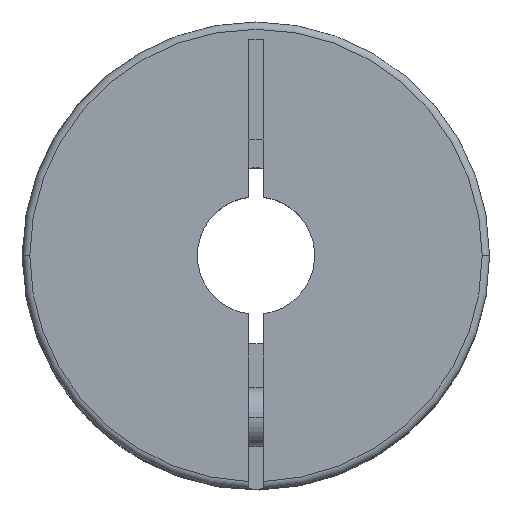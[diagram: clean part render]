
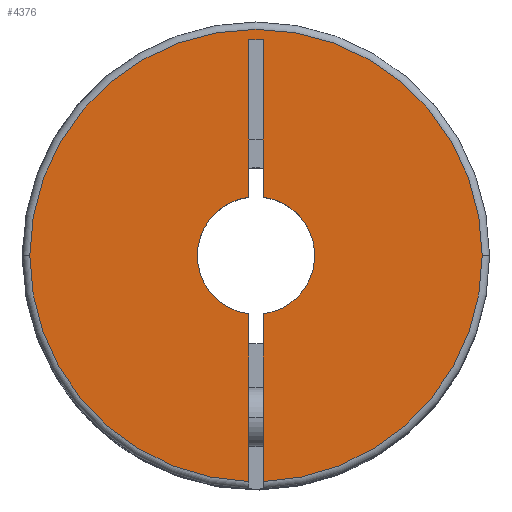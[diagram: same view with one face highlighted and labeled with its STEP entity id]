
A CAD part, top view. The second image highlights one B-rep face of the part: STEP entity #4376.
In plain terms, the highlighted planar face has unit normal (0, 0, 1).
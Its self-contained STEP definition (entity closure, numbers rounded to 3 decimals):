
#43 = FACE_OUTER_BOUND ( 'NONE', #184, .T. ) ;
#58 = CARTESIAN_POINT ( 'NONE',  ( -0.5, 14.7, 0. ) ) ;
#118 = EDGE_CURVE ( 'NONE', #827, #1400, #3435, .T. ) ;
#125 = CARTESIAN_POINT ( 'NONE',  ( -0.5, -15.392, 0. ) ) ;
#141 = DIRECTION ( 'NONE',  ( -1., 0., 0. ) ) ;
#184 = EDGE_LOOP ( 'NONE', ( #3769, #967, #1512, #3615, #1745, #4184, #1419, #3064, #2306, #4182, #2592 ) ) ;
#294 = VERTEX_POINT ( 'NONE', #125 ) ;
#376 = CARTESIAN_POINT ( 'NONE',  ( 0.5, 14.7, 0. ) ) ;
#458 = CARTESIAN_POINT ( 'NONE',  ( 0., 0., 0. ) ) ;
#483 = CARTESIAN_POINT ( 'NONE',  ( 0.5, 14.7, 0. ) ) ;
#571 = LINE ( 'NONE', #483, #3344 ) ;
#572 = CARTESIAN_POINT ( 'NONE',  ( -0.5, 14.7, 0. ) ) ;
#621 = AXIS2_PLACEMENT_3D ( 'NONE', #4357, #1376, #1025 ) ;
#662 = VERTEX_POINT ( 'NONE', #2384 ) ;
#683 = DIRECTION ( 'NONE',  ( 0., 0., -1. ) ) ;
#711 = PLANE ( 'NONE',  #3384 ) ;
#721 = VERTEX_POINT ( 'NONE', #3103 ) ;
#745 = DIRECTION ( 'NONE',  ( -1., 0., 0. ) ) ;
#747 = AXIS2_PLACEMENT_3D ( 'NONE', #458, #1492, #745 ) ;
#817 = VECTOR ( 'NONE', #3277, 1000. ) ;
#827 = VERTEX_POINT ( 'NONE', #2233 ) ;
#967 = ORIENTED_EDGE ( 'NONE', *, *, #1156, .F. ) ;
#1010 = EDGE_CURVE ( 'NONE', #294, #827, #2542, .T. ) ;
#1012 = CARTESIAN_POINT ( 'NONE',  ( 0.5, 3.969, 0. ) ) ;
#1020 = AXIS2_PLACEMENT_3D ( 'NONE', #4043, #683, #2976 ) ;
#1025 = DIRECTION ( 'NONE',  ( -1., 0., 0. ) ) ;
#1127 = DIRECTION ( 'NONE',  ( -1., 0., 0. ) ) ;
#1134 = EDGE_CURVE ( 'NONE', #2830, #662, #3624, .T. ) ;
#1137 = VERTEX_POINT ( 'NONE', #2185 ) ;
#1146 = DIRECTION ( 'NONE',  ( 0., 0., -1. ) ) ;
#1152 = VECTOR ( 'NONE', #1414, 1000. ) ;
#1156 = EDGE_CURVE ( 'NONE', #2177, #294, #2799, .T. ) ;
#1303 = DIRECTION ( 'NONE',  ( 0., 0., -1. ) ) ;
#1336 = CARTESIAN_POINT ( 'NONE',  ( -0.5, -3.969, 0. ) ) ;
#1354 = DIRECTION ( 'NONE',  ( 0., -1., 0. ) ) ;
#1376 = DIRECTION ( 'NONE',  ( 0., 0., -1. ) ) ;
#1386 = AXIS2_PLACEMENT_3D ( 'NONE', #4113, #1146, #1127 ) ;
#1400 = VERTEX_POINT ( 'NONE', #3627 ) ;
#1414 = DIRECTION ( 'NONE',  ( 0., -1., 0. ) ) ;
#1419 = ORIENTED_EDGE ( 'NONE', *, *, #3937, .F. ) ;
#1492 = DIRECTION ( 'NONE',  ( 0., 0., -1. ) ) ;
#1512 = ORIENTED_EDGE ( 'NONE', *, *, #1572, .T. ) ;
#1538 = EDGE_CURVE ( 'NONE', #1400, #1137, #1659, .T. ) ;
#1557 = LINE ( 'NONE', #1994, #2135 ) ;
#1572 = EDGE_CURVE ( 'NONE', #2177, #2830, #2938, .T. ) ;
#1580 = DIRECTION ( 'NONE',  ( 0., 1., 0. ) ) ;
#1585 = AXIS2_PLACEMENT_3D ( 'NONE', #4330, #1303, #2661 ) ;
#1659 = CIRCLE ( 'NONE', #1020, 15.4 ) ;
#1745 = ORIENTED_EDGE ( 'NONE', *, *, #3603, .F. ) ;
#1750 = LINE ( 'NONE', #2751, #2714 ) ;
#1794 = EDGE_CURVE ( 'NONE', #4360, #721, #571, .T. ) ;
#1840 = DIRECTION ( 'NONE',  ( 0., 0., -1. ) ) ;
#1855 = LINE ( 'NONE', #572, #817 ) ;
#1925 = EDGE_CURVE ( 'NONE', #1137, #2631, #1750, .T. ) ;
#1994 = CARTESIAN_POINT ( 'NONE',  ( 0.5, -15.9, 0. ) ) ;
#2135 = VECTOR ( 'NONE', #1580, 1000. ) ;
#2177 = VERTEX_POINT ( 'NONE', #1336 ) ;
#2185 = CARTESIAN_POINT ( 'NONE',  ( 0.5, -15.392, 0. ) ) ;
#2233 = CARTESIAN_POINT ( 'NONE',  ( -15.4, 0., 0. ) ) ;
#2306 = ORIENTED_EDGE ( 'NONE', *, *, #1925, .F. ) ;
#2384 = CARTESIAN_POINT ( 'NONE',  ( -0.5, 3.969, 0. ) ) ;
#2487 = DIRECTION ( 'NONE',  ( -1., 0., 0. ) ) ;
#2542 = CIRCLE ( 'NONE', #621, 15.4 ) ;
#2592 = ORIENTED_EDGE ( 'NONE', *, *, #118, .F. ) ;
#2631 = VERTEX_POINT ( 'NONE', #3071 ) ;
#2661 = DIRECTION ( 'NONE',  ( -1., 0., 0. ) ) ;
#2713 = EDGE_CURVE ( 'NONE', #3713, #2631, #3999, .T. ) ;
#2714 = VECTOR ( 'NONE', #4088, 1000. ) ;
#2751 = CARTESIAN_POINT ( 'NONE',  ( 0.5, -15.9, 0. ) ) ;
#2761 = CARTESIAN_POINT ( 'NONE',  ( 0., 0., 0. ) ) ;
#2799 = LINE ( 'NONE', #58, #1152 ) ;
#2830 = VERTEX_POINT ( 'NONE', #4215 ) ;
#2938 = CIRCLE ( 'NONE', #1585, 4. ) ;
#2976 = DIRECTION ( 'NONE',  ( -1., 0., 0. ) ) ;
#3064 = ORIENTED_EDGE ( 'NONE', *, *, #2713, .T. ) ;
#3071 = CARTESIAN_POINT ( 'NONE',  ( 0.5, -3.969, 0. ) ) ;
#3103 = CARTESIAN_POINT ( 'NONE',  ( -0.5, 14.7, 0. ) ) ;
#3141 = DIRECTION ( 'NONE',  ( 0., 0., -1. ) ) ;
#3188 = CARTESIAN_POINT ( 'NONE',  ( 0., 0., 0. ) ) ;
#3277 = DIRECTION ( 'NONE',  ( 0., -1., 0. ) ) ;
#3344 = VECTOR ( 'NONE', #141, 1000. ) ;
#3384 = AXIS2_PLACEMENT_3D ( 'NONE', #2761, #3141, #1354 ) ;
#3435 = CIRCLE ( 'NONE', #1386, 15.4 ) ;
#3483 = AXIS2_PLACEMENT_3D ( 'NONE', #3188, #1840, #2487 ) ;
#3603 = EDGE_CURVE ( 'NONE', #721, #662, #1855, .T. ) ;
#3615 = ORIENTED_EDGE ( 'NONE', *, *, #1134, .T. ) ;
#3624 = CIRCLE ( 'NONE', #3483, 4. ) ;
#3627 = CARTESIAN_POINT ( 'NONE',  ( 15.4, 0., 0. ) ) ;
#3713 = VERTEX_POINT ( 'NONE', #1012 ) ;
#3769 = ORIENTED_EDGE ( 'NONE', *, *, #1010, .F. ) ;
#3937 = EDGE_CURVE ( 'NONE', #3713, #4360, #1557, .T. ) ;
#3999 = CIRCLE ( 'NONE', #747, 4. ) ;
#4043 = CARTESIAN_POINT ( 'NONE',  ( 0., 0., 0. ) ) ;
#4088 = DIRECTION ( 'NONE',  ( 0., 1., 0. ) ) ;
#4113 = CARTESIAN_POINT ( 'NONE',  ( 0., 0., 0. ) ) ;
#4182 = ORIENTED_EDGE ( 'NONE', *, *, #1538, .F. ) ;
#4184 = ORIENTED_EDGE ( 'NONE', *, *, #1794, .F. ) ;
#4215 = CARTESIAN_POINT ( 'NONE',  ( -4., 0., 0. ) ) ;
#4330 = CARTESIAN_POINT ( 'NONE',  ( 0., 0., 0. ) ) ;
#4357 = CARTESIAN_POINT ( 'NONE',  ( 0., 0., 0. ) ) ;
#4360 = VERTEX_POINT ( 'NONE', #376 ) ;
#4376 = ADVANCED_FACE ( 'NONE', ( #43 ), #711, .F. ) ;
